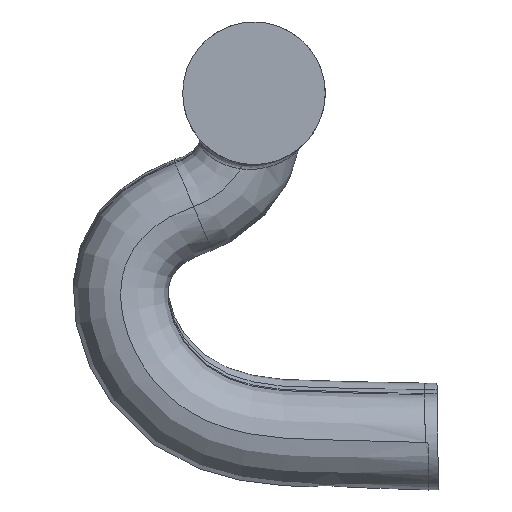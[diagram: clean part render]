
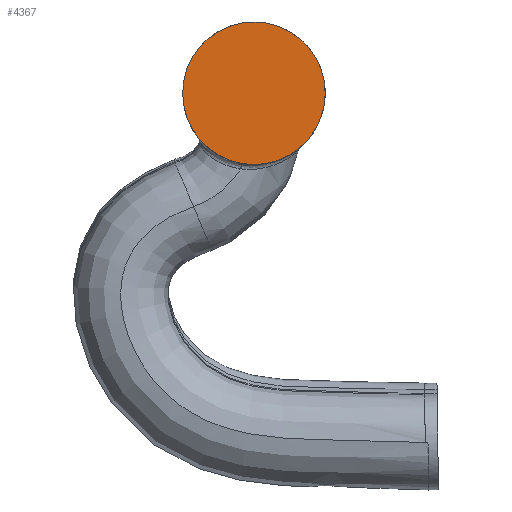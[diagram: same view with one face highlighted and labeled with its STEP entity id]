
A CAD part, left-side view. The second image highlights one B-rep face of the part: STEP entity #4367.
In plain terms, the highlighted planar face has unit normal (-1, 0, 0).
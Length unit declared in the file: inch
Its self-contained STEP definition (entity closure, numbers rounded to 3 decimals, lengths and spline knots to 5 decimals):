
#181 = CIRCLE ( 'NONE', #7178, 1.02953 ) ;
#309 = CARTESIAN_POINT ( 'NONE',  ( -4.66929, 0., 0. ) ) ;
#840 = EDGE_LOOP ( 'NONE', ( #10517 ) ) ;
#1307 = DIRECTION ( 'NONE',  ( 0., 0., -1. ) ) ;
#2431 = VERTEX_POINT ( 'NONE', #4976 ) ;
#2793 = EDGE_CURVE ( 'NONE', #2431, #2431, #181, .T. ) ;
#4367 = ADVANCED_FACE ( 'NONE', ( #5118 ), #4609, .F. ) ;
#4609 = PLANE ( 'NONE',  #7746 ) ;
#4798 = DIRECTION ( 'NONE',  ( 1., 0., 0. ) ) ;
#4976 = CARTESIAN_POINT ( 'NONE',  ( -4.66929, 0., -1.02953 ) ) ;
#5118 = FACE_OUTER_BOUND ( 'NONE', #840, .T. ) ;
#5592 = DIRECTION ( 'NONE',  ( 0., 0., -1. ) ) ;
#7178 = AXIS2_PLACEMENT_3D ( 'NONE', #309, #7209, #1307 ) ;
#7209 = DIRECTION ( 'NONE',  ( -1., 0., 0. ) ) ;
#7746 = AXIS2_PLACEMENT_3D ( 'NONE', #10460, #4798, #5592 ) ;
#10460 = CARTESIAN_POINT ( 'NONE',  ( -4.66929, -2.67733, 4.14309 ) ) ;
#10517 = ORIENTED_EDGE ( 'NONE', *, *, #2793, .T. ) ;
